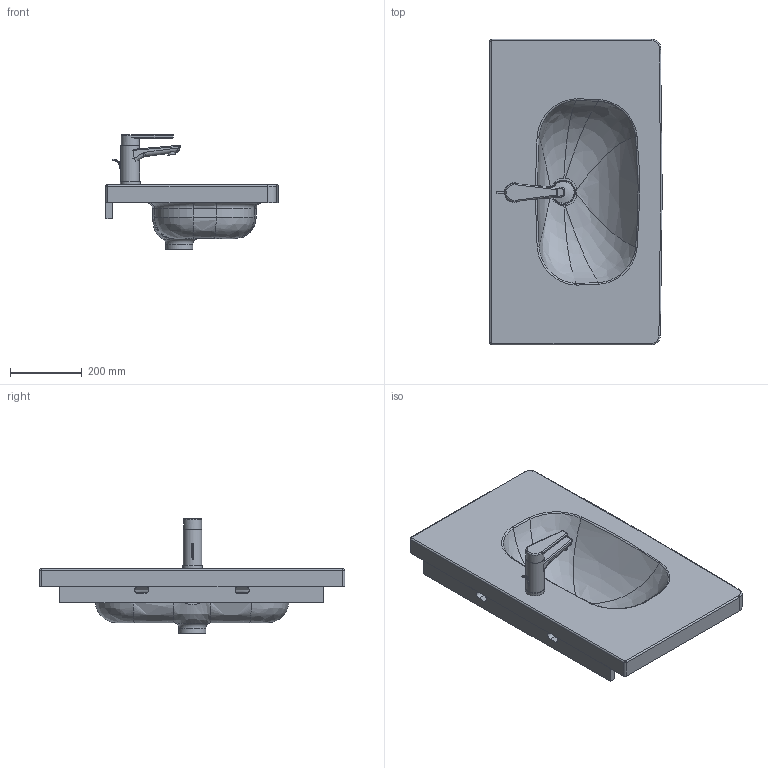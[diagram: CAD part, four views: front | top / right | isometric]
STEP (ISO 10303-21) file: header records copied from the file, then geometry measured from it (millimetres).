
FILE_DESCRIPTION((''),'2;1');
FILE_NAME('035285.stp','2014-10-08T13:51:45',('Administrator'),(''),'Autodesk Inventor 2011','Autodesk Inventor 2011','');
FILE_SCHEMA(('CONFIG_CONTROL_DESIGN'));
Length unit declared in the file: millimetre
Products named in the file (10): 035285; Stopfen; Kelch; Baterrie_WT; hebel1; Hebel2; hebel3; Neoperl; Halter2starck1
Assembly tree (9 placements, depth 3):
  035285
    035285
    Stopfen
    Kelch
    Baterrie_WT
      hebel1
      Hebel2
      hebel3
      Neoperl
      Halter2starck1
Bounding box: 480.11 x 850.11 x 320 mm (x, y, z)
Volume: 17812652.3 mm3; surface area: 1367780.3 mm2
Topology: 8 solids, 8 shells, 245 faces, 593 edges, 349 vertices
Faces by surface type: cylinder 86, bspline 64, plane 61, torus 23, sphere 8, cone 3
Full cylindrical faces by diameter (mm): 16 x1, 20 x1, 35 x1, 42 x1, 44 x1, 50 x1, 52 x2, 55 x1, 60 x1, 75 x1
Entity records: 12603 total; most frequent: CARTESIAN_POINT 7061, ORIENTED_EDGE 1110, DIRECTION 1049, EDGE_CURVE 555, AXIS2_PLACEMENT_3D 422, VERTEX_POINT 343, EDGE_LOOP 274, FACE_OUTER_BOUND 245
